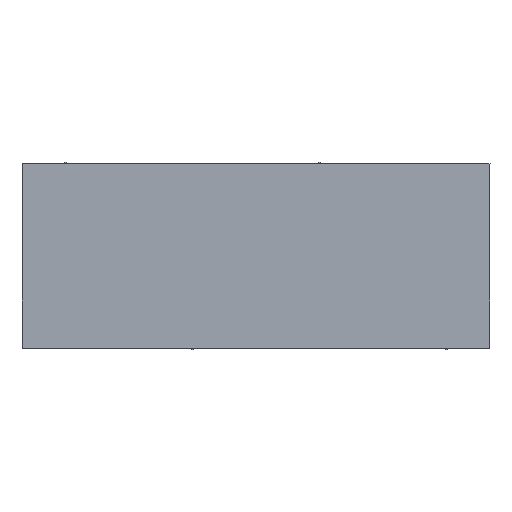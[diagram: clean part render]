
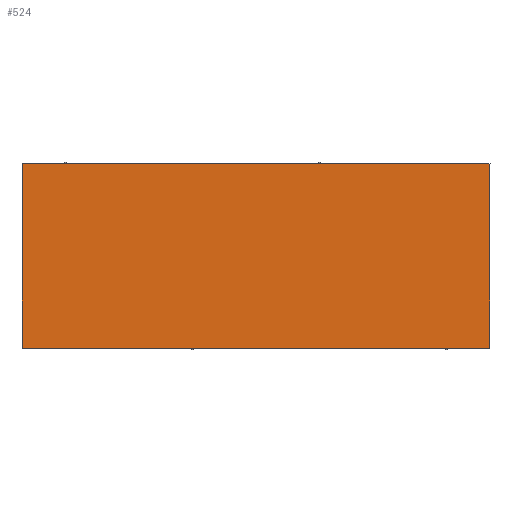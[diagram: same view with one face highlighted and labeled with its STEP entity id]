
A CAD part, top view. The second image highlights one B-rep face of the part: STEP entity #524.
In plain terms, the highlighted planar face has unit normal (0, 0, 1).
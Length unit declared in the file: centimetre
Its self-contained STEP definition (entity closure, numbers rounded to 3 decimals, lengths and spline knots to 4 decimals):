
#524=ADVANCED_FACE('',(#667),#3713,.T.);
#667=FACE_OUTER_BOUND('',#810,.T.);
#810=EDGE_LOOP('',(#1266,#1267,#1268,#1269));
#1266=ORIENTED_EDGE('',*,*,#1956,.T.);
#1267=ORIENTED_EDGE('',*,*,#1957,.T.);
#1268=ORIENTED_EDGE('',*,*,#1958,.T.);
#1269=ORIENTED_EDGE('',*,*,#1959,.T.);
#1956=EDGE_CURVE('',#3336,#3337,#2646,.T.);
#1957=EDGE_CURVE('',#3337,#3338,#2647,.T.);
#1958=EDGE_CURVE('',#3338,#3339,#2648,.T.);
#1959=EDGE_CURVE('',#3339,#3336,#2649,.T.);
#2646=B_SPLINE_CURVE_WITH_KNOTS('',1,(#5384,#5385),.UNSPECIFIED.,.F.,.F.,
(2,2),(0.,108.),.UNSPECIFIED.);
#2647=B_SPLINE_CURVE_WITH_KNOTS('',1,(#5386,#5387),.UNSPECIFIED.,.F.,.F.,
(2,2),(0.,274.),.UNSPECIFIED.);
#2648=B_SPLINE_CURVE_WITH_KNOTS('',1,(#5388,#5389),.UNSPECIFIED.,.F.,.F.,
(2,2),(0.,108.),.UNSPECIFIED.);
#2649=B_SPLINE_CURVE_WITH_KNOTS('',1,(#5390,#5391),.UNSPECIFIED.,.F.,.F.,
(2,2),(0.,274.),.UNSPECIFIED.);
#3336=VERTEX_POINT('',#5380);
#3337=VERTEX_POINT('',#5381);
#3338=VERTEX_POINT('',#5382);
#3339=VERTEX_POINT('',#5383);
#3713=PLANE('',#3897);
#3897=AXIS2_PLACEMENT_3D('',#5379,#4046,$);
#4046=DIRECTION('',(0.,0.,1.));
#5379=CARTESIAN_POINT('',(-275.8411,-10.012,72.));
#5380=CARTESIAN_POINT('',(-248.4291,108.8,72.));
#5381=CARTESIAN_POINT('',(-248.4291,0.8,72.));
#5382=CARTESIAN_POINT('',(25.5709,0.8,72.));
#5383=CARTESIAN_POINT('',(25.5709,108.8,72.));
#5384=CARTESIAN_POINT('',(-248.4291,108.8,72.));
#5385=CARTESIAN_POINT('',(-248.4291,0.8,72.));
#5386=CARTESIAN_POINT('',(-248.4291,0.8,72.));
#5387=CARTESIAN_POINT('',(25.5709,0.8,72.));
#5388=CARTESIAN_POINT('',(25.5709,0.8,72.));
#5389=CARTESIAN_POINT('',(25.5709,108.8,72.));
#5390=CARTESIAN_POINT('',(25.5709,108.8,72.));
#5391=CARTESIAN_POINT('',(-248.4291,108.8,72.));
